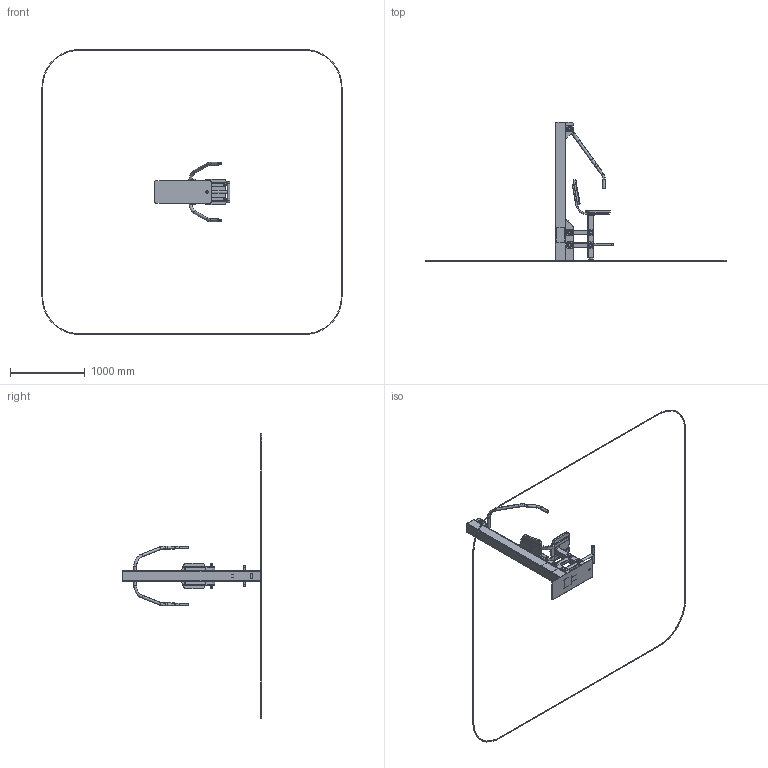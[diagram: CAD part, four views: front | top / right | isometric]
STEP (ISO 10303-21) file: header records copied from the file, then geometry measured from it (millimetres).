
FILE_DESCRIPTION(('STEP AP214'), '1');
FILE_NAME('óëè÷íûé òðåíàæåð_Æèì îò ãðóäè', '', ('UNSPECIFIED'), ('UNSPECIFIED'), 'C3D Converter', 'C3D Toolkit', '');
FILE_SCHEMA(('AUTOMOTIVE_DESIGN { 1 0 10303 214 3 1 1}'));
Length unit declared in the file: millimetre
Products named in the file (54): УТ-16; УТ-10.1Н.00.02.04; УТ-10.1Н.00.02.02; УТ-10.1Н.00.02.03; УТ-10.1Н.00.03.00; УТ-10.1Н.00.03.01; УТ-10.1Н.01.00.00; УТ-10.1Н.01.01.00; УТ-10.1Н.01.01.04; УТ-10.1Н.01.01.02; УТ-10.1Н.01.01.05; УТ-10.1Н.02.00.00; УТ-10.1Н.02.01.00; УТ-10.1Н.02.01.03; УТ-10.1Н.02.01.01; УТ-10.1Н.02.01.02; УТ-07.1.14.02.01.03; УТ-10.1Н.00.00.04; ФК-03.03; УТ-10.1Н.00.01.02
Assembly tree (90 placements, depth 4):
  (unnamed)
    УТ-16
      УТ-10.1Н.00.02.04
      (unnamed)
      УТ-10.1Н.00.02.02  x2
      (unnamed)
      УТ-10.1Н.00.02.03  x2
    УТ-10.1Н.00.03.00
      УТ-10.1Н.00.03.01
    (unnamed)
    (unnamed)
      (unnamed)
      (unnamed)  x2
    УТ-10.1Н.01.00.00
      УТ-10.1Н.01.01.00
        (unnamed)
        УТ-10.1Н.01.01.04
        (unnamed)
        УТ-10.1Н.01.01.02
        УТ-10.1Н.01.01.05
      (unnamed)  x2
      (unnamed)
    УТ-10.1Н.02.00.00
      УТ-10.1Н.02.01.00
        УТ-10.1Н.02.01.03
        УТ-10.1Н.02.01.01
        УТ-10.1Н.02.01.02  x2
      УТ-07.1.14.02.01.03  x4
      (unnamed)  x2
    (unnamed)
      (unnamed)
        (unnamed)
        (unnamed)
        (unnamed)
        (unnamed)  x2
        (unnamed)
        (unnamed)
      (unnamed)  x2
    УТ-10.1Н.00.00.04  x2
    (unnamed)
      ФК-03.03  x6
      (unnamed)  x2
      (unnamed)  x3
    (unnamed)  x6
      (unnamed)
      (unnamed)
      (unnamed)
    (unnamed)  x10
      (unnamed)
        УТ-10.1Н.00.01.02
        (unnamed)
    (unnamed)
      УТ-16
        (unnamed)
        (unnamed)  x2
        (unnamed)
Bounding box: 4001.14 x 1854 x 3800 mm (x, y, z)
Volume: 18963160.5 mm3; surface area: 6222099.2 mm2
Topology: 66 solids, 66 shells, 1106 faces, 2464 edges, 1539 vertices
Faces by surface type: plane 525, cylinder 388, torus 139, cone 54
Full cylindrical faces by diameter (mm): 5 x2, 8 x2, 10 x2, 14 x1, 26 x2, 28 x5, 28.4 x1, 30 x2, 32 x5, 34 x10, 34.5 x4, 35.4 x1, 37.129 x1, 38.376 x4, 39.4 x2, 40 x7, 40.5 x1, 47 x12, 47.5 x2, 49 x4, 49.2 x3, 55 x10, 57 x4, 58 x10, 59 x6, 60 x1, 64 x10
Entity records: 22289 total; most frequent: CARTESIAN_POINT 3131, DIRECTION 3118, ORIENTED_EDGE 2524, EDGE_CURVE 1262, AXIS2_PLACEMENT_3D 1190, VERTEX_POINT 854, EDGE_LOOP 738, LINE 738
